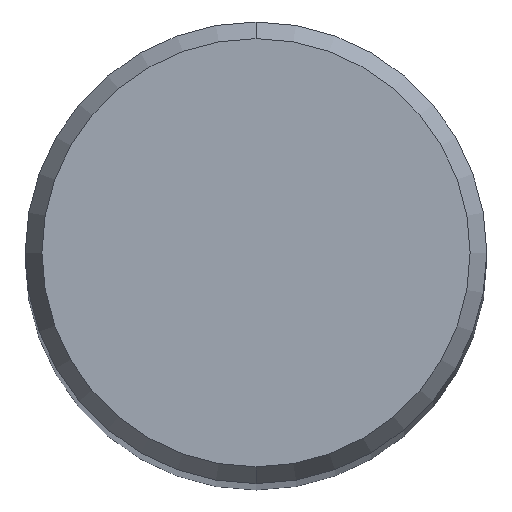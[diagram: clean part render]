
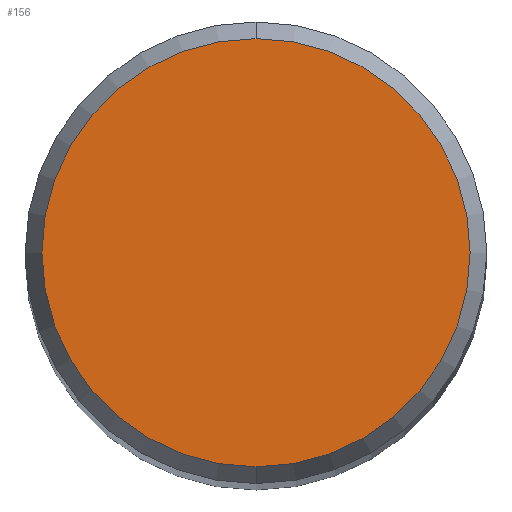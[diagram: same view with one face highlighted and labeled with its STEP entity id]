
A CAD part, top view. The second image highlights one B-rep face of the part: STEP entity #156.
In plain terms, the highlighted planar face has unit normal (0, 0, 1).
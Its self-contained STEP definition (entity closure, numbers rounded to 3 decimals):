
#154=EDGE_CURVE('',#180,#190,#308,.T.);
#156=ADVANCED_FACE('',(#310),#311,.T.);
#180=VERTEX_POINT('',#342);
#184=EDGE_CURVE('',#190,#180,#346,.T.);
#190=VERTEX_POINT('',#352);
#308=CIRCLE('',#482,2.946);
#310=FACE_OUTER_BOUND('',#484,.T.);
#311=PLANE('',#485);
#342=CARTESIAN_POINT('',(0.0,2.946,0.0));
#346=CIRCLE('',#523,2.946);
#352=CARTESIAN_POINT('',(0.,-2.946,0.0));
#482=AXIS2_PLACEMENT_3D('',#676,#677,#678);
#484=EDGE_LOOP('',(#680,#681));
#485=AXIS2_PLACEMENT_3D('',#682,#683,#684);
#523=AXIS2_PLACEMENT_3D('',#736,#737,#738);
#676=CARTESIAN_POINT('',(0.0,0.0,0.0));
#677=DIRECTION('',(0.0,0.0,-1.0));
#678=DIRECTION('',(0.0,1.0,0.0));
#680=ORIENTED_EDGE('',*,*,#154,.F.);
#681=ORIENTED_EDGE('',*,*,#184,.F.);
#682=CARTESIAN_POINT('',(0.0,1.473,0.0));
#683=DIRECTION('',(-0.0,0.0,1.0));
#684=DIRECTION('',(0.0,-1.0,0.0));
#736=CARTESIAN_POINT('',(0.0,0.0,0.0));
#737=DIRECTION('',(0.0,0.0,-1.0));
#738=DIRECTION('',(0.0,1.0,0.0));
